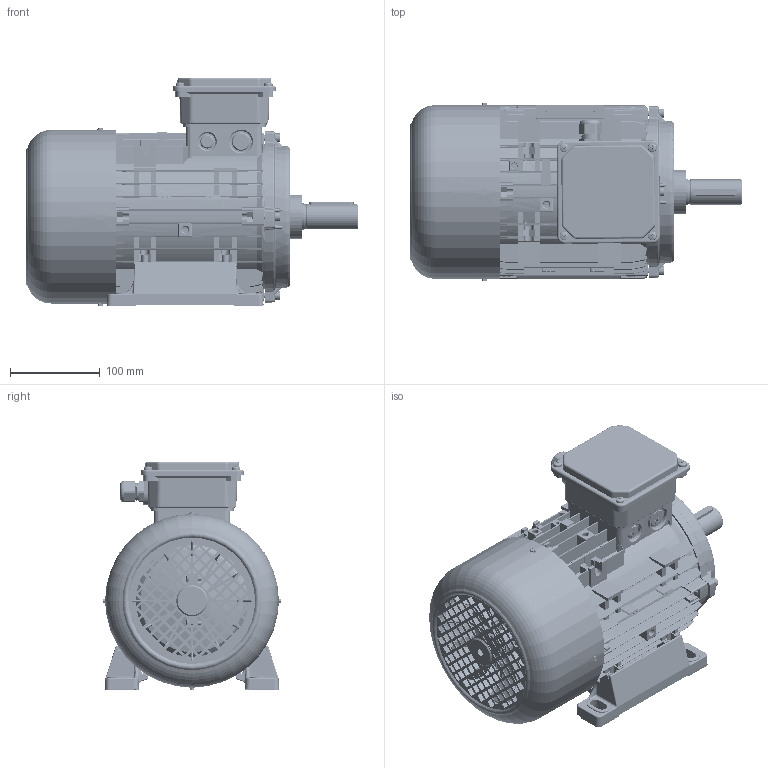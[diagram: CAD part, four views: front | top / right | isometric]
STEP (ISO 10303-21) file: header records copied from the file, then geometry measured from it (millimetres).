
FILE_DESCRIPTION(('FreeCAD Model'),'2;1');
FILE_NAME('OE100-B3.step','2017-05-29T08:46:53',('Author'),(''), 'Open CASCADE STEP processor 6.8','FreeCAD','Unknown');
FILE_SCHEMA(('AUTOMOTIVE_DESIGN_CC2 { 1 2 10303 214 -1 1 5 4 }'));
Length unit declared in the file: millimetre
Products named in the file (19): ASSEMBLY; OE100_B3; OE100_B3001; OE100_B3002; OE100_B3003; OE100_B3005; OE100_B3009; OE100_B3010; OE100_B3004; OE100_B3022; OE100_B3015; OE100_B3023; OE100_B3028; OE100_B3026; OE100_B3011; OE100_B3012; OE100_B3013; OE100_B3014; OE100_B3029
Assembly tree (30 placements, depth 2):
  ASSEMBLY
    OE100_B3
    OE100_B3001
    OE100_B3002
    OE100_B3003
    OE100_B3005
    OE100_B3009  x4
    OE100_B3010
    OE100_B3004
    OE100_B3022  x4
    OE100_B3015  x4
    OE100_B3023
    OE100_B3028  x4
    OE100_B3026
    OE100_B3011
    OE100_B3012
    OE100_B3013
    OE100_B3014
    OE100_B3029
Bounding box: 370.74 x 199.3 x 255.3 mm (x, y, z)
Volume: 1954426.7 mm3; surface area: 1068573.1 mm2
Topology: 39 solids, 40 shells, 6956 faces, 18377 edges, 11523 vertices
Faces by surface type: plane 2716, cylinder 1033, revolution 1031, bspline 965, cone 847, torus 286, sphere 78
Entity records: 905613 total; most frequent: CARTESIAN_POINT 603926, DIRECTION 43865, ORIENTED_EDGE 34046, PCURVE 34046, DEFINITIONAL_REPRESENTATION 34046, LINE 21550, VECTOR 21550, B_SPLINE_CURVE_WITH_KNOTS 21347
